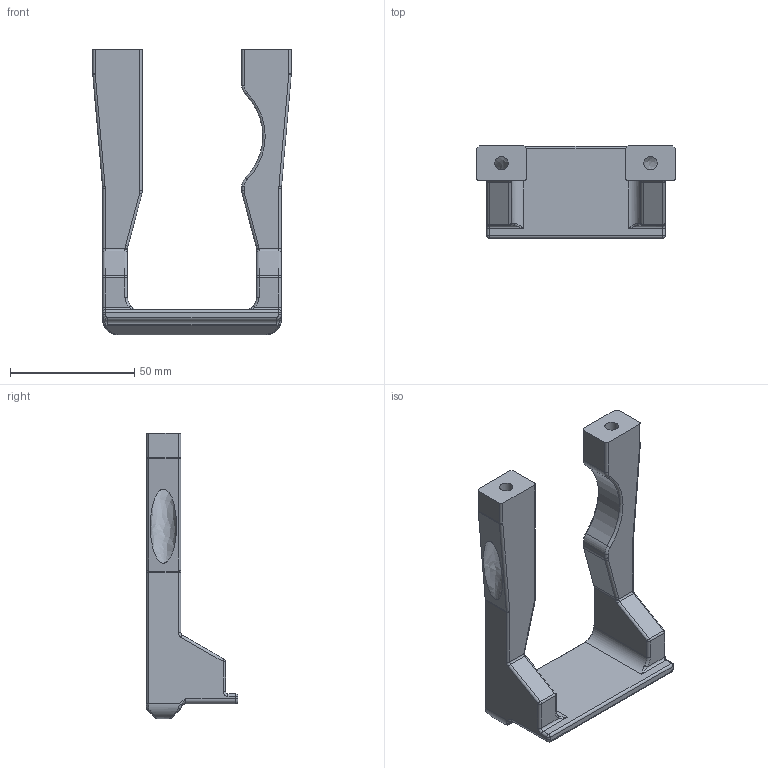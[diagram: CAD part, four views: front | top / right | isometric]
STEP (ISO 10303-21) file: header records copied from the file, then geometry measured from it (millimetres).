
FILE_DESCRIPTION(/* description */ (''),/* implementation_level */ '2;1');
FILE_NAME(/* name */ 'Tilt_VFD_Bumper.step',/* time_stamp */ '2024-03-26T06:24:17-07:00',/* author */ (''),/* organization */ (''),/* preprocessor_version */ 'ST-DEVELOPER v20',/* originating_system */ 'Autodesk Translation Framework v12.20.1.177',/* authorisation */ '');
FILE_SCHEMA (('AUTOMOTIVE_DESIGN { 1 0 10303 214 3 1 1 }'));
Length unit declared in the file: millimetre
Products named in the file (1): VFD_Tilt_Bumper
Bounding box: 80 x 37 x 115 mm (x, y, z)
Volume: 57863.7 mm3; surface area: 21348 mm2
Topology: 1 solids, 1 shells, 165 faces, 383 edges, 218 vertices
Faces by surface type: cylinder 57, plane 45, torus 21, bspline 19, cone 15, sphere 8
Full cylindrical faces by diameter (mm): 5.4 x2, 10.6 x2
Entity records: 5086 total; most frequent: CARTESIAN_POINT 1321, DIRECTION 828, ORIENTED_EDGE 758, EDGE_CURVE 379, AXIS2_PLACEMENT_3D 327, VERTEX_POINT 218, LINE 174, VECTOR 174
